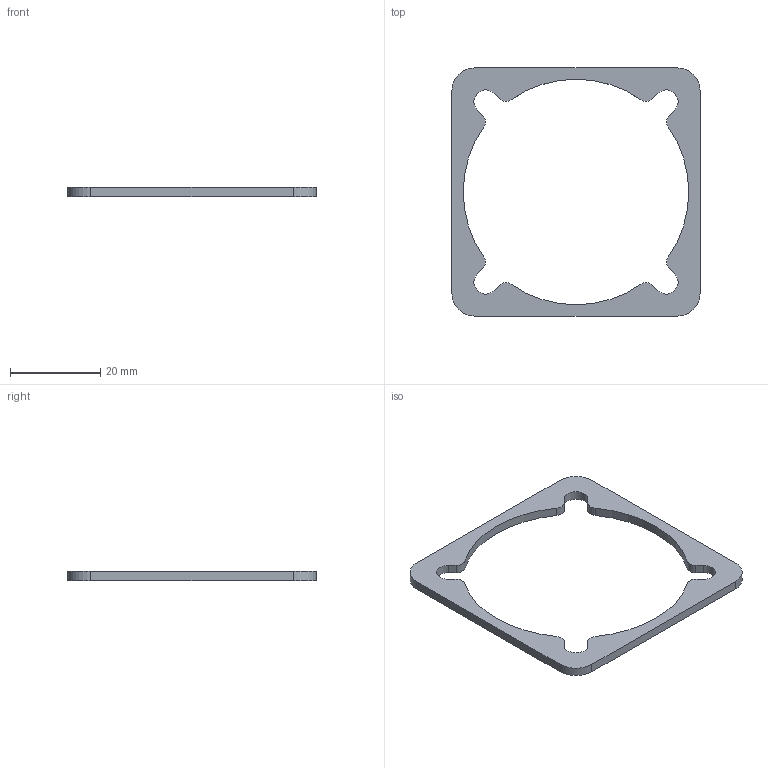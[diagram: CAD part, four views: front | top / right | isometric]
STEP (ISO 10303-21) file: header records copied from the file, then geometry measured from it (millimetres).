
FILE_DESCRIPTION(/* description */ ('SUPLEMENTO FAN50'),/* implementation_level */ '2;1');
FILE_NAME(/* name */ 'C04H030057-support-fan_001.stp',/* time_stamp */ '2014-12-22T15:58:06+01:00',/* author */ ('MARCHA TECHNOLOGY'),/* organization */ ('MARCHA TECHNOLOGY'),/* preprocessor_version */ 'ST-DEVELOPER v15.6',/* originating_system */ 'Autodesk Inventor 2015',/* authorisation */ '');
FILE_SCHEMA (('CONFIG_CONTROL_DESIGN'));
Length unit declared in the file: millimetre
Products named in the file (1): C04H030057-support-fan_001
Bounding box: 55 x 55 x 2 mm (x, y, z)
Volume: 1844 mm3; surface area: 2649.8 mm2
Topology: 1 solids, 1 shells, 34 faces, 96 edges, 64 vertices
Faces by surface type: cylinder 20, plane 14
Entity records: 1148 total; most frequent: DIRECTION 206, CARTESIAN_POINT 195, ORIENTED_EDGE 192, EDGE_CURVE 96, AXIS2_PLACEMENT_3D 75, VERTEX_POINT 64, LINE 56, VECTOR 56
